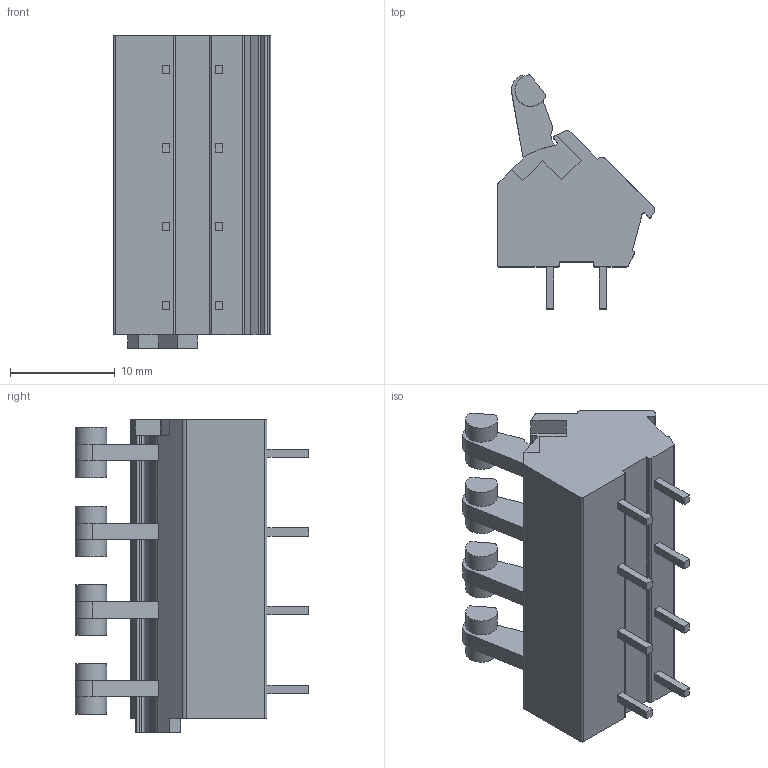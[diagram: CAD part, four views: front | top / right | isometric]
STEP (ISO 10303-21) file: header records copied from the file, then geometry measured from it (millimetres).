
FILE_DESCRIPTION((''),'2;1');
FILE_NAME('123','2024-10-15T10:27:47',('tluser'),(''),'CREO PARAMETRIC BY PTC INC, 2018100','CREO PARAMETRIC BY PTC INC, 2018100','');
FILE_SCHEMA(('CONFIG_CONTROL_DESIGN'));
Length unit declared in the file: millimetre
Products named in the file (1): 123
Bounding box: 15 x 22.27 x 29.8 mm (x, y, z)
Volume: 3926.4 mm3; surface area: 2390.5 mm2
Topology: 1 solids, 1 shells, 336 faces, 862 edges, 540 vertices
Faces by surface type: plane 161, cylinder 135, bspline 20, sphere 8, torus 8, cone 4
Entity records: 11846 total; most frequent: CARTESIAN_POINT 3714, ORIENTED_EDGE 1724, DIRECTION 1648, EDGE_CURVE 862, VECTOR 556, LINE 556, AXIS2_PLACEMENT_3D 546, VERTEX_POINT 540
